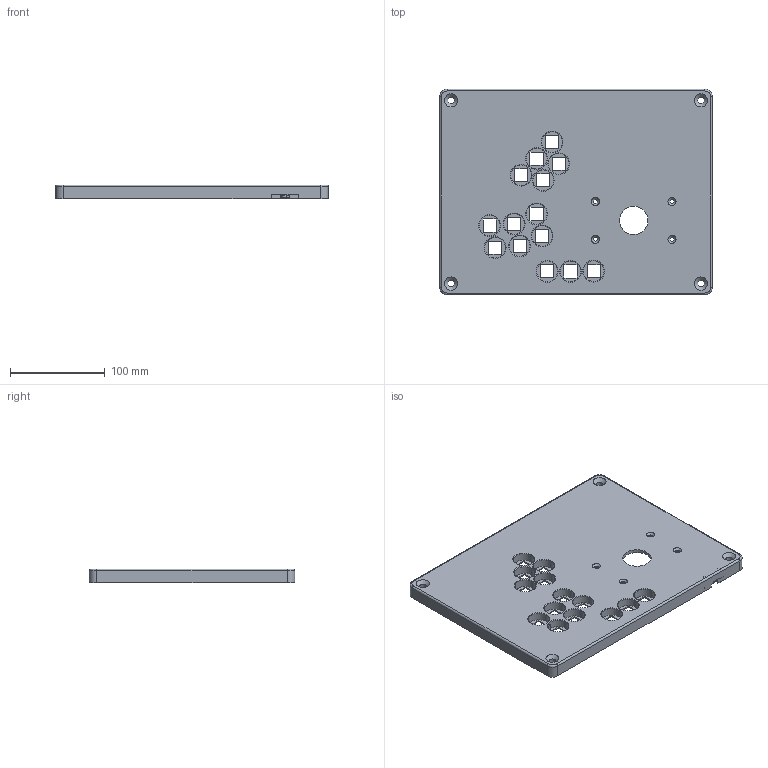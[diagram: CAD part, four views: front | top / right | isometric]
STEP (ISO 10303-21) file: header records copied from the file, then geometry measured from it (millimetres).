
FILE_DESCRIPTION(('HOOPS Exchange Step'),'2;1');
FILE_NAME('stickwichv8top--home-6buttondigital.stp','2024-04-22T12:15:44-05:00',('ryan'),('Unknown organisation'),'HOOPS Exchange 2023.1','HOOPS Exchange','Unknown authorisation');
FILE_SCHEMA( ('AP203_CONFIGURATION_CONTROLLED_3D_DESIGN_OF_MECHANICAL_PARTS_AND_ASSEMBLIES_MIM_LF') );
Length unit declared in the file: millimetre
Products named in the file (1): Solid 3399
Bounding box: 288.35 x 217.8 x 14.7 mm (x, y, z)
Volume: 266191.2 mm3; surface area: 159457.9 mm2
Topology: 1 solids, 1 shells, 299 faces, 872 edges, 604 vertices
Faces by surface type: plane 146, cylinder 82, torus 57, bspline 10, cone 4
Full cylindrical faces by diameter (mm): 2.1 x4, 2.8 x4, 5 x4, 6 x3, 6.959 x1, 7.241 x3, 22 x14, 30 x1
Entity records: 12043 total; most frequent: CARTESIAN_POINT 3688, DIRECTION 1779, ORIENTED_EDGE 1740, EDGE_CURVE 870, AXIS2_PLACEMENT_3D 658, VERTEX_POINT 604, VECTOR 463, LINE 463
